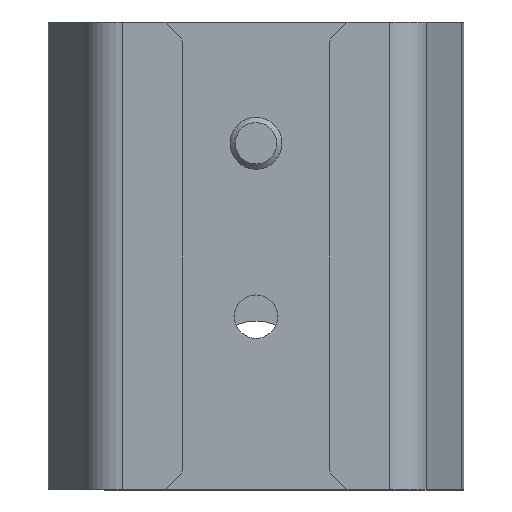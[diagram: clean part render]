
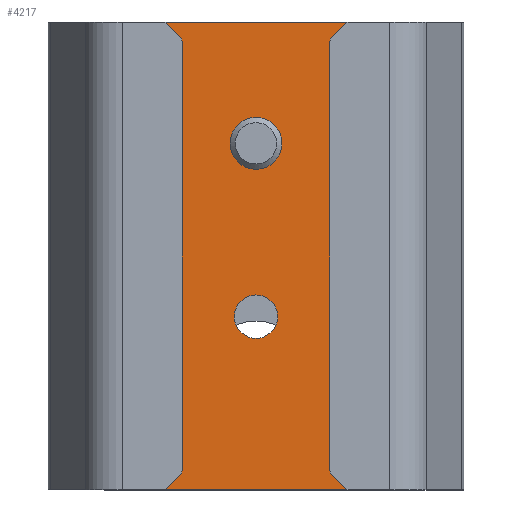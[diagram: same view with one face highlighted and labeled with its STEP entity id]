
A CAD part, front view. The second image highlights one B-rep face of the part: STEP entity #4217.
In plain terms, the highlighted planar face has unit normal (0, -1, 0).
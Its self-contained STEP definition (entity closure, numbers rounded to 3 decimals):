
#87=FACE_BOUND('',#700,.T.);
#88=FACE_BOUND('',#701,.T.);
#162=CIRCLE('',#4586,2.5);
#163=CIRCLE('',#4587,2.5);
#294=PLANE('',#4584);
#452=FACE_OUTER_BOUND('',#699,.T.);
#699=EDGE_LOOP('',(#2969,#2970,#2971,#2972,#2973,#2974,#2975,#2976,#2977,
#2978,#2979,#2980));
#700=EDGE_LOOP('',(#2981));
#701=EDGE_LOOP('',(#2982));
#970=LINE('',#6179,#1396);
#974=LINE('',#6258,#1400);
#984=LINE('',#6344,#1410);
#997=LINE('',#6387,#1423);
#998=LINE('',#6389,#1424);
#999=LINE('',#6391,#1425);
#1000=LINE('',#6393,#1426);
#1001=LINE('',#6397,#1427);
#1002=LINE('',#6399,#1428);
#1003=LINE('',#6400,#1429);
#1396=VECTOR('',#4959,10.);
#1400=VECTOR('',#4985,10.);
#1410=VECTOR('',#5017,10.);
#1423=VECTOR('',#5058,10.);
#1424=VECTOR('',#5059,10.);
#1425=VECTOR('',#5060,10.);
#1426=VECTOR('',#5061,10.);
#1427=VECTOR('',#5064,10.);
#1428=VECTOR('',#5065,10.);
#1429=VECTOR('',#5066,10.);
#1823=ELLIPSE('',#4554,6.536,4.621);
#1831=ELLIPSE('',#4585,6.536,4.621);
#1849=VERTEX_POINT('',#6176);
#1850=VERTEX_POINT('',#6178);
#1855=VERTEX_POINT('',#6244);
#1859=VERTEX_POINT('',#6256);
#1869=VERTEX_POINT('',#6343);
#1885=VERTEX_POINT('',#6386);
#1886=VERTEX_POINT('',#6388);
#1887=VERTEX_POINT('',#6390);
#1888=VERTEX_POINT('',#6392);
#1889=VERTEX_POINT('',#6394);
#1890=VERTEX_POINT('',#6396);
#1891=VERTEX_POINT('',#6398);
#1892=VERTEX_POINT('',#6401);
#1893=VERTEX_POINT('',#6403);
#2263=EDGE_CURVE('',#1849,#1850,#970,.T.);
#2270=EDGE_CURVE('',#1855,#1849,#1823,.T.);
#2276=EDGE_CURVE('',#1859,#1855,#974,.T.);
#2293=EDGE_CURVE('',#1850,#1869,#984,.T.);
#2314=EDGE_CURVE('',#1885,#1859,#997,.T.);
#2315=EDGE_CURVE('',#1885,#1886,#998,.T.);
#2316=EDGE_CURVE('',#1887,#1886,#999,.T.);
#2317=EDGE_CURVE('',#1888,#1887,#1000,.T.);
#2318=EDGE_CURVE('',#1889,#1888,#1831,.T.);
#2319=EDGE_CURVE('',#1890,#1889,#1001,.T.);
#2320=EDGE_CURVE('',#1891,#1890,#1002,.T.);
#2321=EDGE_CURVE('',#1891,#1869,#1003,.T.);
#2322=EDGE_CURVE('',#1892,#1892,#162,.T.);
#2323=EDGE_CURVE('',#1893,#1893,#163,.T.);
#2969=ORIENTED_EDGE('',*,*,#2276,.F.);
#2970=ORIENTED_EDGE('',*,*,#2314,.F.);
#2971=ORIENTED_EDGE('',*,*,#2315,.T.);
#2972=ORIENTED_EDGE('',*,*,#2316,.F.);
#2973=ORIENTED_EDGE('',*,*,#2317,.F.);
#2974=ORIENTED_EDGE('',*,*,#2318,.F.);
#2975=ORIENTED_EDGE('',*,*,#2319,.F.);
#2976=ORIENTED_EDGE('',*,*,#2320,.F.);
#2977=ORIENTED_EDGE('',*,*,#2321,.T.);
#2978=ORIENTED_EDGE('',*,*,#2293,.F.);
#2979=ORIENTED_EDGE('',*,*,#2263,.F.);
#2980=ORIENTED_EDGE('',*,*,#2270,.F.);
#2981=ORIENTED_EDGE('',*,*,#2322,.T.);
#2982=ORIENTED_EDGE('',*,*,#2323,.T.);
#4217=ADVANCED_FACE('',(#452,#87,#88),#294,.T.);
#4554=AXIS2_PLACEMENT_3D('',#6246,#4971,#4972);
#4584=AXIS2_PLACEMENT_3D('',#6385,#5056,#5057);
#4585=AXIS2_PLACEMENT_3D('',#6395,#5062,#5063);
#4586=AXIS2_PLACEMENT_3D('',#6402,#5067,#5068);
#4587=AXIS2_PLACEMENT_3D('',#6404,#5069,#5070);
#4959=DIRECTION('',(0.816,0.,-0.577));
#4971=DIRECTION('center_axis',(0.,-1.,0.));
#4972=DIRECTION('ref_axis',(-1.,0.,0.));
#4985=DIRECTION('',(-0.816,0.,-0.577));
#5017=DIRECTION('',(0.,0.,-1.));
#5056=DIRECTION('center_axis',(0.,-1.,0.));
#5057=DIRECTION('ref_axis',(0.,0.,-1.));
#5058=DIRECTION('',(0.,0.,-1.));
#5059=DIRECTION('',(-1.,0.,0.));
#5060=DIRECTION('',(0.,0.,1.));
#5061=DIRECTION('',(-0.816,0.,0.577));
#5062=DIRECTION('center_axis',(0.,-1.,0.));
#5063=DIRECTION('ref_axis',(1.,0.,0.));
#5064=DIRECTION('',(0.816,0.,0.577));
#5065=DIRECTION('',(0.,0.,1.));
#5066=DIRECTION('',(1.,0.,0.));
#5067=DIRECTION('center_axis',(0.,1.,0.));
#5068=DIRECTION('ref_axis',(1.,0.,0.));
#5069=DIRECTION('center_axis',(0.,1.,0.));
#5070=DIRECTION('ref_axis',(1.,0.,0.));
#6176=CARTESIAN_POINT('',(19.,39.5,-3.268));
#6178=CARTESIAN_POINT('',(19.5,39.5,-3.621));
#6179=CARTESIAN_POINT('',(18.805,39.5,-3.13));
#6244=CARTESIAN_POINT('',(19.,39.5,3.268));
#6246=CARTESIAN_POINT('Origin',(23.621,39.5,0.));
#6256=CARTESIAN_POINT('',(19.5,39.5,3.621));
#6258=CARTESIAN_POINT('',(18.805,39.5,3.13));
#6343=CARTESIAN_POINT('',(19.5,39.5,-27.));
#6344=CARTESIAN_POINT('',(19.5,39.5,0.));
#6385=CARTESIAN_POINT('Origin',(21.,39.5,0.));
#6386=CARTESIAN_POINT('',(19.5,39.5,27.));
#6387=CARTESIAN_POINT('',(19.5,39.5,0.));
#6388=CARTESIAN_POINT('',(-19.5,39.5,27.));
#6389=CARTESIAN_POINT('',(-21.,39.5,27.));
#6390=CARTESIAN_POINT('',(-19.5,39.5,3.621));
#6391=CARTESIAN_POINT('',(-19.5,39.5,0.));
#6392=CARTESIAN_POINT('',(-19.,39.5,3.268));
#6393=CARTESIAN_POINT('',(-4.805,39.5,-6.77));
#6394=CARTESIAN_POINT('',(-19.,39.5,-3.268));
#6395=CARTESIAN_POINT('Origin',(-23.621,39.5,0.));
#6396=CARTESIAN_POINT('',(-19.5,39.5,-3.621));
#6397=CARTESIAN_POINT('',(-4.805,39.5,6.77));
#6398=CARTESIAN_POINT('',(-19.5,39.5,-27.));
#6399=CARTESIAN_POINT('',(-19.5,39.5,0.));
#6400=CARTESIAN_POINT('',(-21.,39.5,-27.));
#6401=CARTESIAN_POINT('',(-2.5,39.5,-7.));
#6402=CARTESIAN_POINT('Origin',(0.,39.5,-7.));
#6403=CARTESIAN_POINT('',(-2.5,39.5,13.));
#6404=CARTESIAN_POINT('Origin',(0.,39.5,13.));
